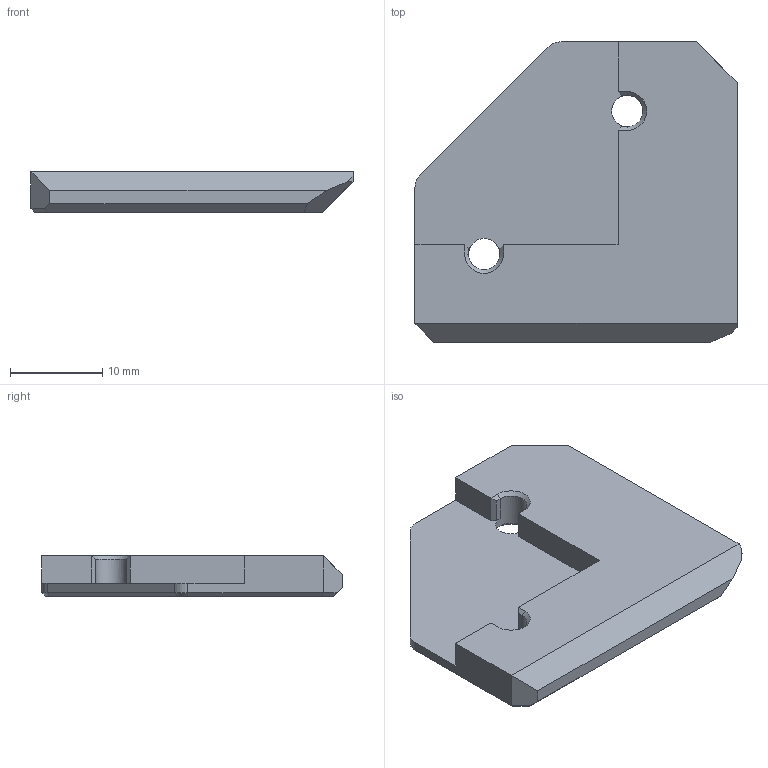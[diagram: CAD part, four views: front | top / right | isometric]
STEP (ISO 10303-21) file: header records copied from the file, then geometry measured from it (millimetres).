
FILE_DESCRIPTION(/* description */ (''),/* implementation_level */ '2;1');
FILE_NAME(/* name */ 'top_right_cover.step',/* time_stamp */ '2023-12-04T07:10:22-08:00',/* author */ (''),/* organization */ (''),/* preprocessor_version */ 'ST-DEVELOPER v20',/* originating_system */ 'Autodesk Translation Framework v12.14.0.127',/* authorisation */ '');
FILE_SCHEMA (('AUTOMOTIVE_DESIGN { 1 0 10303 214 3 1 1 }'));
Length unit declared in the file: millimetre
Products named in the file (1): (Unsaved)
Bounding box: 34.9 x 32.55 x 4.4 mm (x, y, z)
Volume: 3005.3 mm3; surface area: 2447.9 mm2
Topology: 1 solids, 1 shells, 46 faces, 123 edges, 77 vertices
Faces by surface type: plane 36, cone 6, cylinder 4
Full cylindrical faces by diameter (mm): 3.4 x2
Entity records: 1454 total; most frequent: CARTESIAN_POINT 247, ORIENTED_EDGE 246, DIRECTION 236, EDGE_CURVE 123, LINE 104, VECTOR 104, VERTEX_POINT 77, AXIS2_PLACEMENT_3D 66
